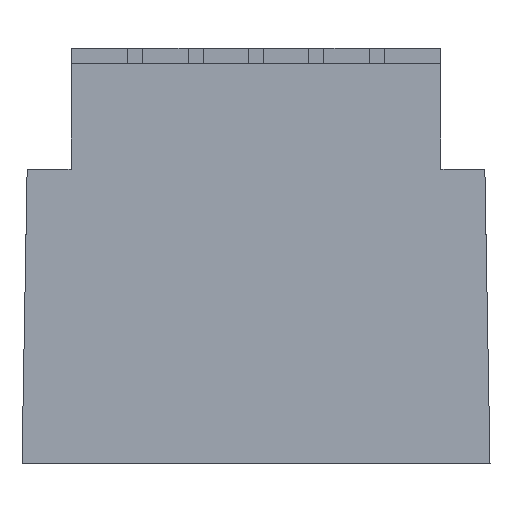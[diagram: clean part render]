
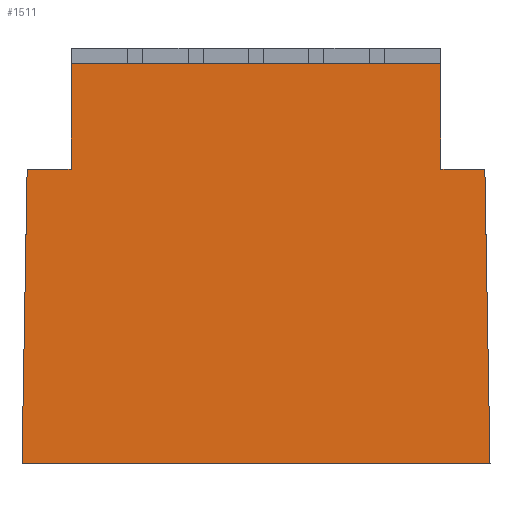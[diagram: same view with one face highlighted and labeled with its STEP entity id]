
A CAD part, left-side view. The second image highlights one B-rep face of the part: STEP entity #1511.
In plain terms, the highlighted planar face has unit normal (-1, 0, 0.018).
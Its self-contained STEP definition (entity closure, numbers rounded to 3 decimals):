
#23=DIRECTION('',(0.,-1.,0.));
#24=VECTOR('',#23,6.2);
#25=CARTESIAN_POINT('',(-14.,3.1,0.));
#26=LINE('',#25,#24);
#49=DIRECTION('',(0.017,0.,1.));
#50=VECTOR('',#49,1.4);
#51=CARTESIAN_POINT('',(-13.932,2.45,3.9));
#52=LINE('',#51,#50);
#53=DIRECTION('',(0.,-1.,0.));
#54=VECTOR('',#53,4.9);
#55=CARTESIAN_POINT('',(-13.907,2.45,5.3));
#56=LINE('',#55,#54);
#81=DIRECTION('',(0.017,0.,1.));
#82=VECTOR('',#81,1.4);
#83=CARTESIAN_POINT('',(-13.932,-2.45,3.9));
#84=LINE('',#83,#82);
#757=DIRECTION('',(0.,-1.,0.));
#758=VECTOR('',#757,0.582);
#759=CARTESIAN_POINT('',(-13.932,-2.45,3.9));
#760=LINE('',#759,#758);
#761=DIRECTION('',(0.,-1.,0.));
#762=VECTOR('',#761,0.582);
#763=CARTESIAN_POINT('',(-13.932,3.032,3.9));
#764=LINE('',#763,#762);
#965=DIRECTION('',(-0.017,0.017,-1.));
#966=VECTOR('',#965,3.901);
#967=CARTESIAN_POINT('',(-13.932,3.032,3.9));
#968=LINE('',#967,#966);
#973=DIRECTION('',(0.017,0.017,1.));
#974=VECTOR('',#973,3.901);
#975=CARTESIAN_POINT('',(-14.,-3.1,0.));
#976=LINE('',#975,#974);
#1139=CARTESIAN_POINT('',(-14.,3.1,0.));
#1140=CARTESIAN_POINT('',(-14.,-3.1,0.));
#1141=VERTEX_POINT('',#1139);
#1142=VERTEX_POINT('',#1140);
#1241=CARTESIAN_POINT('',(-13.932,-3.032,3.9));
#1243=VERTEX_POINT('',#1241);
#1246=CARTESIAN_POINT('',(-13.932,3.032,3.9));
#1248=VERTEX_POINT('',#1246);
#1253=CARTESIAN_POINT('',(-13.932,-2.45,3.9));
#1254=VERTEX_POINT('',#1253);
#1255=CARTESIAN_POINT('',(-13.932,2.45,3.9));
#1256=VERTEX_POINT('',#1255);
#1260=CARTESIAN_POINT('',(-13.907,-2.45,5.3));
#1262=VERTEX_POINT('',#1260);
#1275=CARTESIAN_POINT('',(-13.907,2.45,5.3));
#1276=VERTEX_POINT('',#1275);
#1489=CARTESIAN_POINT('',(-14.,4.479,0.));
#1490=DIRECTION('',(-1.,0.,0.017));
#1491=DIRECTION('',(0.,1.,0.));
#1492=AXIS2_PLACEMENT_3D('',#1489,#1490,#1491);
#1493=PLANE('',#1492);
#1495=ORIENTED_EDGE('',*,*,#1494,.F.);
#1497=ORIENTED_EDGE('',*,*,#1496,.T.);
#1499=ORIENTED_EDGE('',*,*,#1498,.F.);
#1500=ORIENTED_EDGE('',*,*,#1472,.F.);
#1502=ORIENTED_EDGE('',*,*,#1501,.F.);
#1504=ORIENTED_EDGE('',*,*,#1503,.T.);
#1506=ORIENTED_EDGE('',*,*,#1505,.T.);
#1508=ORIENTED_EDGE('',*,*,#1507,.T.);
#1509=EDGE_LOOP('',(#1495,#1497,#1499,#1500,#1502,#1504,#1506,#1508));
#1510=FACE_OUTER_BOUND('',#1509,.F.);
#1472=EDGE_CURVE('',#1141,#1142,#26,.T.);
#1494=EDGE_CURVE('',#1254,#1262,#84,.T.);
#1496=EDGE_CURVE('',#1254,#1243,#760,.T.);
#1498=EDGE_CURVE('',#1142,#1243,#976,.T.);
#1501=EDGE_CURVE('',#1248,#1141,#968,.T.);
#1503=EDGE_CURVE('',#1248,#1256,#764,.T.);
#1505=EDGE_CURVE('',#1256,#1276,#52,.T.);
#1507=EDGE_CURVE('',#1276,#1262,#56,.T.);
#1511=ADVANCED_FACE('',(#1510),#1493,.T.);
